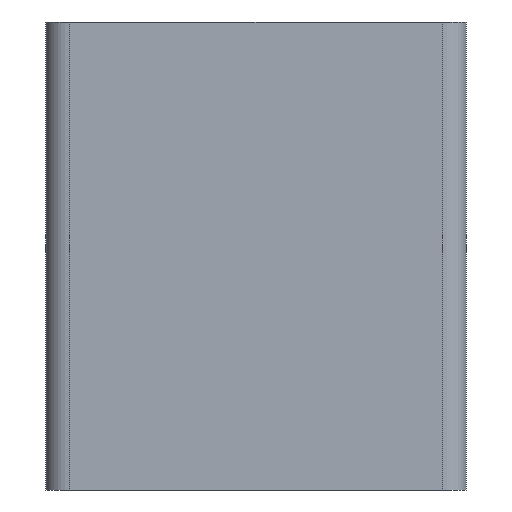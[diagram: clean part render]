
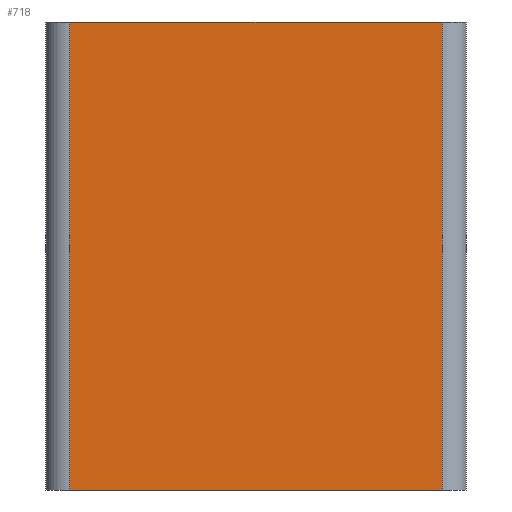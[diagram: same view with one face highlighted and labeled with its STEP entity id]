
A CAD part, front view. The second image highlights one B-rep face of the part: STEP entity #718.
In plain terms, the highlighted planar face has unit normal (0, -1, 0).
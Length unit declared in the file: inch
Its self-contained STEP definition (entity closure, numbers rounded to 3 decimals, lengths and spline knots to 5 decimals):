
#61=PLANE('',#838);
#88=FACE_OUTER_BOUND('',#132,.T.);
#132=EDGE_LOOP('',(#569,#570,#571,#572));
#159=LINE('',#1113,#213);
#167=LINE('',#1140,#221);
#168=LINE('',#1143,#222);
#173=LINE('',#1155,#227);
#213=VECTOR('',#899,0.3937);
#221=VECTOR('',#923,0.3937);
#222=VECTOR('',#926,0.3937);
#227=VECTOR('',#939,0.3937);
#305=VERTEX_POINT('',#1110);
#306=VERTEX_POINT('',#1112);
#317=VERTEX_POINT('',#1138);
#318=VERTEX_POINT('',#1142);
#376=EDGE_CURVE('',#306,#305,#159,.T.);
#390=EDGE_CURVE('',#317,#305,#167,.T.);
#391=EDGE_CURVE('',#306,#318,#168,.T.);
#398=EDGE_CURVE('',#317,#318,#173,.T.);
#569=ORIENTED_EDGE('',*,*,#390,.F.);
#570=ORIENTED_EDGE('',*,*,#398,.T.);
#571=ORIENTED_EDGE('',*,*,#391,.F.);
#572=ORIENTED_EDGE('',*,*,#376,.T.);
#718=ADVANCED_FACE('',(#88),#61,.T.);
#838=AXIS2_PLACEMENT_3D('',#1255,#984,#985);
#899=DIRECTION('',(1.,0.,0.));
#923=DIRECTION('',(0.,0.,-1.));
#926=DIRECTION('',(0.,0.,1.));
#939=DIRECTION('',(-1.,0.,0.));
#984=DIRECTION('center_axis',(0.,-1.,0.));
#985=DIRECTION('ref_axis',(0.,0.,-1.));
#1110=CARTESIAN_POINT('',(0.249,-0.3595,-0.3125));
#1112=CARTESIAN_POINT('',(-0.249,-0.3595,-0.3125));
#1113=CARTESIAN_POINT('',(0.281,-0.3595,-0.3125));
#1138=CARTESIAN_POINT('',(0.249,-0.3595,0.3125));
#1140=CARTESIAN_POINT('',(0.249,-0.3595,0.));
#1142=CARTESIAN_POINT('',(-0.249,-0.3595,0.3125));
#1143=CARTESIAN_POINT('',(-0.249,-0.3595,0.));
#1155=CARTESIAN_POINT('',(0.281,-0.3595,0.3125));
#1255=CARTESIAN_POINT('Origin',(0.281,-0.3595,0.));
